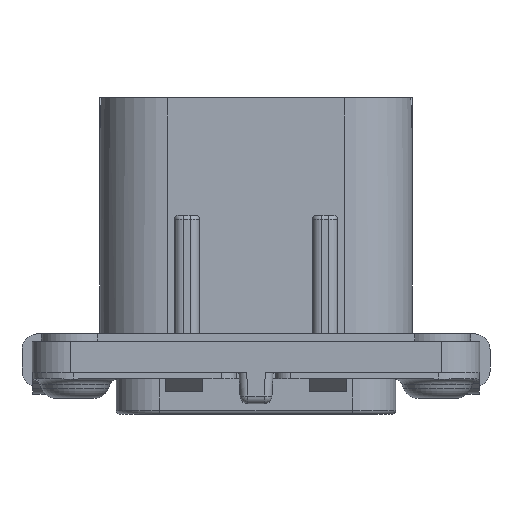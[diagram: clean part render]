
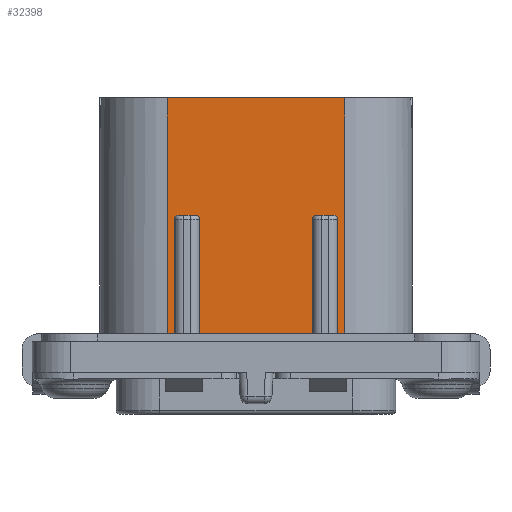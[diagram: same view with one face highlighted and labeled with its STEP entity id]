
A CAD part, front view. The second image highlights one B-rep face of the part: STEP entity #32398.
In plain terms, the highlighted planar face has unit normal (0, -1, 0).
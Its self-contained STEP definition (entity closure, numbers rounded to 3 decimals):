
#1463=DIRECTION('',(1.,0.,0.));
#1464=VECTOR('',#1463,0.45);
#1465=CARTESIAN_POINT('',(5.25,-9.,2.));
#1466=LINE('',#1465,#1464);
#1607=DIRECTION('',(1.,0.,0.));
#1608=VECTOR('',#1607,11.4);
#1609=CARTESIAN_POINT('',(-5.7,-9.,17.67));
#1610=LINE('',#1609,#1608);
#7551=DIRECTION('',(0.,0.,1.));
#7552=VECTOR('',#7551,7.87);
#7553=CARTESIAN_POINT('',(5.25,-9.,2.));
#7554=LINE('',#7553,#7552);
#7555=DIRECTION('',(1.,0.,0.));
#7556=VECTOR('',#7555,1.1);
#7557=CARTESIAN_POINT('',(3.9,-9.,10.12));
#7558=LINE('',#7557,#7556);
#7559=DIRECTION('',(0.,0.,1.));
#7560=VECTOR('',#7559,7.87);
#7561=CARTESIAN_POINT('',(3.65,-9.,2.));
#7562=LINE('',#7561,#7560);
#7563=DIRECTION('',(0.,0.,1.));
#7564=VECTOR('',#7563,7.87);
#7565=CARTESIAN_POINT('',(-3.65,-9.,2.));
#7566=LINE('',#7565,#7564);
#7567=DIRECTION('',(1.,0.,0.));
#7568=VECTOR('',#7567,1.1);
#7569=CARTESIAN_POINT('',(-5.,-9.,10.12));
#7570=LINE('',#7569,#7568);
#7571=DIRECTION('',(0.,0.,1.));
#7572=VECTOR('',#7571,7.87);
#7573=CARTESIAN_POINT('',(-5.25,-9.,2.));
#7574=LINE('',#7573,#7572);
#7575=DIRECTION('',(0.,0.,-1.));
#7576=VECTOR('',#7575,15.67);
#7577=CARTESIAN_POINT('',(-5.7,-9.,17.67));
#7578=LINE('',#7577,#7576);
#7579=DIRECTION('',(0.,0.,-1.));
#7580=VECTOR('',#7579,15.67);
#7581=CARTESIAN_POINT('',(5.7,-9.,17.67));
#7582=LINE('',#7581,#7580);
#7596=CARTESIAN_POINT('',(5.,-9.,9.87));
#7597=DIRECTION('',(0.,1.,0.));
#7598=DIRECTION('',(0.,0.,1.));
#7599=AXIS2_PLACEMENT_3D('',#7596,#7597,#7598);
#7638=CARTESIAN_POINT('',(3.9,-9.,9.87));
#7639=DIRECTION('',(0.,1.,0.));
#7640=DIRECTION('',(-1.,0.,0.));
#7641=AXIS2_PLACEMENT_3D('',#7638,#7639,#7640);
#7749=DIRECTION('',(1.,0.,0.));
#7750=VECTOR('',#7749,0.45);
#7751=CARTESIAN_POINT('',(-5.7,-9.,2.));
#7752=LINE('',#7751,#7750);
#7761=CARTESIAN_POINT('',(-5.,-9.,9.87));
#7762=DIRECTION('',(0.,1.,0.));
#7763=DIRECTION('',(-1.,0.,0.));
#7764=AXIS2_PLACEMENT_3D('',#7761,#7762,#7763);
#7793=CARTESIAN_POINT('',(-3.9,-9.,9.87));
#7794=DIRECTION('',(0.,1.,0.));
#7795=DIRECTION('',(0.,0.,1.));
#7796=AXIS2_PLACEMENT_3D('',#7793,#7794,#7795);
#7818=DIRECTION('',(1.,0.,0.));
#7819=VECTOR('',#7818,7.3);
#7820=CARTESIAN_POINT('',(-3.65,-9.,2.));
#7821=LINE('',#7820,#7819);
#18239=CARTESIAN_POINT('',(-5.7,-9.,17.67));
#18240=CARTESIAN_POINT('',(-5.7,-9.,2.));
#18241=VERTEX_POINT('',#18239);
#18242=VERTEX_POINT('',#18240);
#18243=CARTESIAN_POINT('',(5.7,-9.,17.67));
#18244=CARTESIAN_POINT('',(5.7,-9.,2.));
#18245=VERTEX_POINT('',#18243);
#18246=VERTEX_POINT('',#18244);
#18397=CARTESIAN_POINT('',(-5.25,-9.,2.));
#18398=VERTEX_POINT('',#18397);
#18399=CARTESIAN_POINT('',(-3.65,-9.,2.));
#18400=CARTESIAN_POINT('',(3.65,-9.,2.));
#18401=VERTEX_POINT('',#18399);
#18402=VERTEX_POINT('',#18400);
#18403=CARTESIAN_POINT('',(5.25,-9.,2.));
#18404=VERTEX_POINT('',#18403);
#20856=CARTESIAN_POINT('',(-3.65,-9.,9.87));
#20858=VERTEX_POINT('',#20856);
#20860=CARTESIAN_POINT('',(-3.9,-9.,10.12));
#20862=VERTEX_POINT('',#20860);
#20883=CARTESIAN_POINT('',(-5.,-9.,10.12));
#20884=VERTEX_POINT('',#20883);
#20885=CARTESIAN_POINT('',(-5.25,-9.,9.87));
#20886=VERTEX_POINT('',#20885);
#20888=CARTESIAN_POINT('',(5.25,-9.,9.87));
#20890=VERTEX_POINT('',#20888);
#20892=CARTESIAN_POINT('',(5.,-9.,10.12));
#20894=VERTEX_POINT('',#20892);
#20895=CARTESIAN_POINT('',(3.9,-9.,10.12));
#20897=VERTEX_POINT('',#20895);
#20899=CARTESIAN_POINT('',(3.65,-9.,9.87));
#20901=VERTEX_POINT('',#20899);
#32362=CARTESIAN_POINT('',(-10.05,-9.,2.));
#32363=DIRECTION('',(0.,-1.,0.));
#32364=DIRECTION('',(1.,0.,0.));
#32365=AXIS2_PLACEMENT_3D('',#32362,#32363,#32364);
#32366=PLANE('',#32365);
#32368=ORIENTED_EDGE('',*,*,#32367,.T.);
#32370=ORIENTED_EDGE('',*,*,#32369,.F.);
#32372=ORIENTED_EDGE('',*,*,#32371,.F.);
#32374=ORIENTED_EDGE('',*,*,#32373,.F.);
#32376=ORIENTED_EDGE('',*,*,#32375,.F.);
#32378=ORIENTED_EDGE('',*,*,#32377,.F.);
#32380=ORIENTED_EDGE('',*,*,#32379,.T.);
#32382=ORIENTED_EDGE('',*,*,#32381,.F.);
#32384=ORIENTED_EDGE('',*,*,#32383,.F.);
#32386=ORIENTED_EDGE('',*,*,#32385,.F.);
#32388=ORIENTED_EDGE('',*,*,#32387,.F.);
#32390=ORIENTED_EDGE('',*,*,#32389,.F.);
#32392=ORIENTED_EDGE('',*,*,#32391,.F.);
#32393=ORIENTED_EDGE('',*,*,#24035,.T.);
#32394=ORIENTED_EDGE('',*,*,#24004,.T.);
#32395=ORIENTED_EDGE('',*,*,#23831,.F.);
#32396=EDGE_LOOP('',(#32368,#32370,#32372,#32374,#32376,#32378,#32380,#32382,
#32384,#32386,#32388,#32390,#32392,#32393,#32394,#32395));
#32397=FACE_OUTER_BOUND('',#32396,.F.);
#32398=ADVANCED_FACE('',(#32397),#32366,.T.);
#7600=CIRCLE('',#7599,0.25);
#7642=CIRCLE('',#7641,0.25);
#7765=CIRCLE('',#7764,0.25);
#7797=CIRCLE('',#7796,0.25);
#23831=EDGE_CURVE('',#18404,#18246,#1466,.T.);
#24004=EDGE_CURVE('',#18245,#18246,#7582,.T.);
#24035=EDGE_CURVE('',#18241,#18245,#1610,.T.);
#32367=EDGE_CURVE('',#18404,#20890,#7554,.T.);
#32369=EDGE_CURVE('',#20894,#20890,#7600,.T.);
#32371=EDGE_CURVE('',#20897,#20894,#7558,.T.);
#32373=EDGE_CURVE('',#20901,#20897,#7642,.T.);
#32375=EDGE_CURVE('',#18402,#20901,#7562,.T.);
#32377=EDGE_CURVE('',#18401,#18402,#7821,.T.);
#32379=EDGE_CURVE('',#18401,#20858,#7566,.T.);
#32381=EDGE_CURVE('',#20862,#20858,#7797,.T.);
#32383=EDGE_CURVE('',#20884,#20862,#7570,.T.);
#32385=EDGE_CURVE('',#20886,#20884,#7765,.T.);
#32387=EDGE_CURVE('',#18398,#20886,#7574,.T.);
#32389=EDGE_CURVE('',#18242,#18398,#7752,.T.);
#32391=EDGE_CURVE('',#18241,#18242,#7578,.T.);
